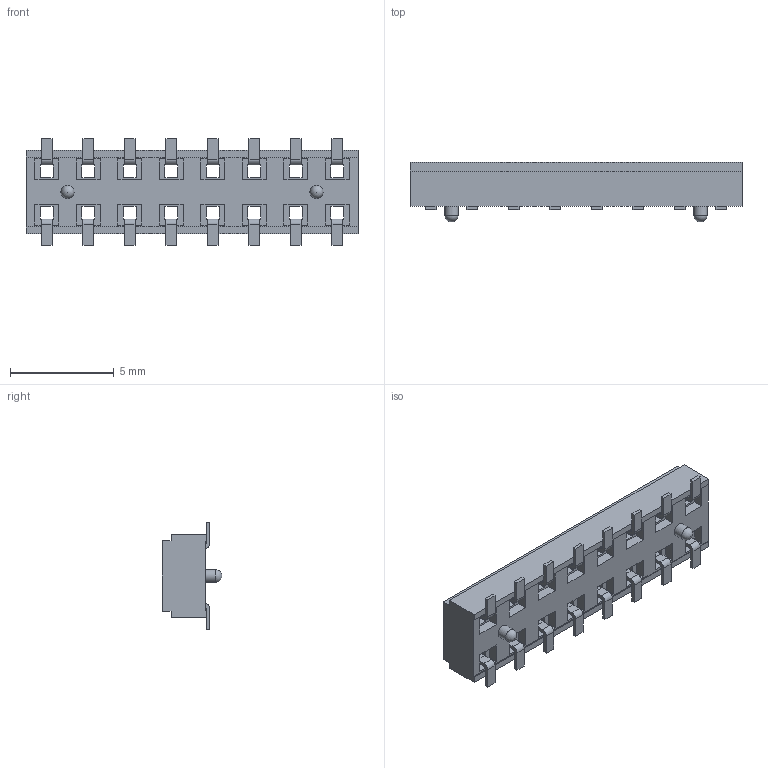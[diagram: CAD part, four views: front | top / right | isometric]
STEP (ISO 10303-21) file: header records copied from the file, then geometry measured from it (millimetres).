
FILE_DESCRIPTION( ( 'STEP AP214' ), '1' );
FILE_NAME( 'CLT-108-02-G-D-A.stp', '2019-12-08T22:10:04', ( '' ), ( '' ), ' ', 'PARTsolutions', ' ' );
FILE_SCHEMA( ( 'AUTOMOTIVE_DESIGN { 1 0 10303 214 1 1 1 1 }' ) );
Length unit declared in the file: inch
Products named in the file (4): CLT-108-02-G-D-A; _CLT-108-02-G-D_socket; _C-0802_pins; _CLT_alignment_pins
Assembly tree (4 placements, depth 2):
  CLT-108-02-G-D-A
    _CLT-108-02-G-D_socket
    _C-0802_pins
    _CLT_alignment_pins  x2
Bounding box: 16 x 2.88 x 5.16 mm (x, y, z)
Volume: 110.5 mm3; surface area: 397.7 mm2
Topology: 4 solids, 4 shells, 316 faces, 861 edges, 574 vertices
Faces by surface type: plane 273, cylinder 41, sphere 2
Full cylindrical faces by diameter (mm): 0.635 x2, 0.889 x7
Entity records: 12360 total; most frequent: CARTESIAN_POINT 1731, ORIENTED_EDGE 1688, DIRECTION 1560, EDGE_CURVE 844, LINE 764, VECTOR 764, VERTEX_POINT 569, AXIS2_PLACEMENT_3D 398
